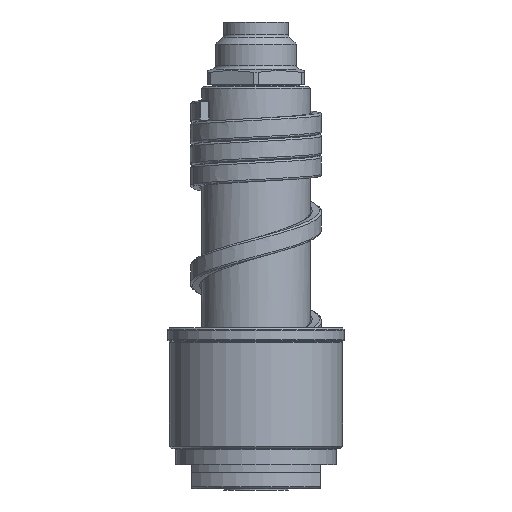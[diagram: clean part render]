
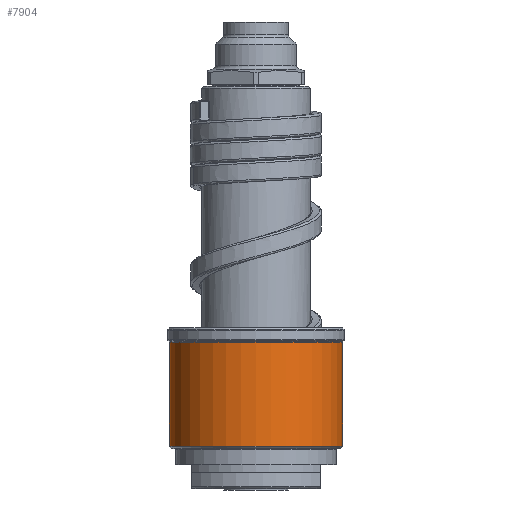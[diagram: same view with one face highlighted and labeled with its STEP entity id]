
A CAD part, front view. The second image highlights one B-rep face of the part: STEP entity #7904.
In plain terms, the highlighted cylindrical face has radius 21.5 mm (diameter 43 mm), a partial arc.
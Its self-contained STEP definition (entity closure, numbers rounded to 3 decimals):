
#1313=CARTESIAN_POINT('',(0.,0.,10.583));
#1314=DIRECTION('',(0.,0.,1.));
#1315=DIRECTION('',(-1.,0.,0.));
#1316=AXIS2_PLACEMENT_3D('',#1313,#1314,#1315);
#1318=DIRECTION('',(0.,0.,-1.));
#1319=VECTOR('',#1318,25.834);
#1320=CARTESIAN_POINT('',(-21.5,0.,36.417));
#1321=LINE('',#1320,#1319);
#1322=CARTESIAN_POINT('',(0.,0.,36.417));
#1323=DIRECTION('',(0.,0.,1.));
#1324=DIRECTION('',(-1.,0.,0.));
#1325=AXIS2_PLACEMENT_3D('',#1322,#1323,#1324);
#1327=DIRECTION('',(0.,0.,-1.));
#1328=VECTOR('',#1327,25.834);
#1329=CARTESIAN_POINT('',(21.5,0.,36.417));
#1330=LINE('',#1329,#1328);
#5791=CARTESIAN_POINT('',(21.5,0.,36.417));
#5792=CARTESIAN_POINT('',(-21.5,0.,36.417));
#5793=VERTEX_POINT('',#5791);
#5794=VERTEX_POINT('',#5792);
#5817=CARTESIAN_POINT('',(21.5,0.,10.583));
#5818=VERTEX_POINT('',#5817);
#5819=CARTESIAN_POINT('',(-21.5,0.,10.583));
#5820=VERTEX_POINT('',#5819);
#7890=CARTESIAN_POINT('',(0.,0.,8.5));
#7891=DIRECTION('',(0.,0.,1.));
#7892=DIRECTION('',(-1.,0.,0.));
#7893=AXIS2_PLACEMENT_3D('',#7890,#7891,#7892);
#7894=CYLINDRICAL_SURFACE('',#7893,21.5);
#7896=ORIENTED_EDGE('',*,*,#7895,.F.);
#7898=ORIENTED_EDGE('',*,*,#7897,.F.);
#7899=ORIENTED_EDGE('',*,*,#7880,.T.);
#7901=ORIENTED_EDGE('',*,*,#7900,.T.);
#7902=EDGE_LOOP('',(#7896,#7898,#7899,#7901));
#7903=FACE_OUTER_BOUND('',#7902,.F.);
#1317=CIRCLE('',#1316,21.5);
#1326=CIRCLE('',#1325,21.5);
#7880=EDGE_CURVE('',#5794,#5793,#1326,.T.);
#7895=EDGE_CURVE('',#5820,#5818,#1317,.T.);
#7897=EDGE_CURVE('',#5794,#5820,#1321,.T.);
#7900=EDGE_CURVE('',#5793,#5818,#1330,.T.);
#7904=ADVANCED_FACE('',(#7903),#7894,.T.);
